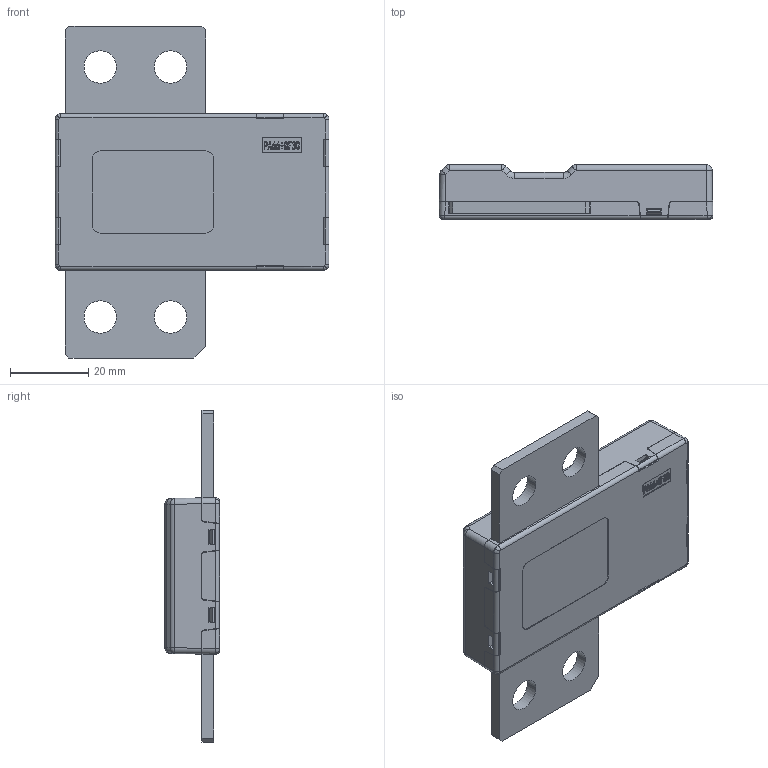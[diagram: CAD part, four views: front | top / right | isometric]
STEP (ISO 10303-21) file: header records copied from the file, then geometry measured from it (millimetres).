
FILE_DESCRIPTION (( 'STEP AP214' ), '1' );
FILE_NAME ('CB600_Ni.STEP', '2021-12-30T09:00:56', ( '' ), ( '' ), 'SwSTEP 2.0', 'SolidWorks 2016', '' );
FILE_SCHEMA (( 'AUTOMOTIVE_DESIGN' ));
Length unit declared in the file: millimetre
Products named in the file (5): CB600_Ni; CB600_V5; 狟裔; SHUNT8536[50u次]; 奻裔
Assembly tree (4 placements, depth 2):
  CB600_Ni
    狟裔
    奻裔
    CB600_V5
    SHUNT8536[50u次]
Bounding box: 70.12 x 14.1 x 85 mm (x, y, z)
Volume: 20390.8 mm3; surface area: 32289.6 mm2
Topology: 5 solids, 372 shells, 2236 faces, 9922 edges, 8050 vertices
Faces by surface type: plane 1595, cylinder 484, bspline 135, cone 12, sphere 10
Entity records: 152984 total; most frequent: CARTESIAN_POINT 65598, ORIENTED_EDGE 14131, DIRECTION 12032, EDGE_CURVE 9905, VERTEX_POINT 8050, LINE 5748, VECTOR 5748, AXIS2_PLACEMENT_3D 3142
